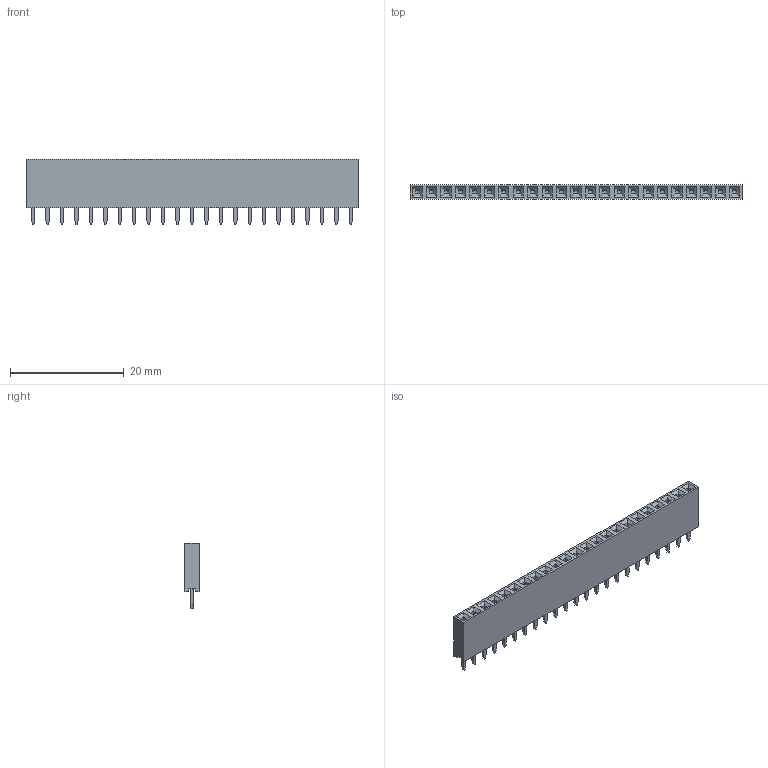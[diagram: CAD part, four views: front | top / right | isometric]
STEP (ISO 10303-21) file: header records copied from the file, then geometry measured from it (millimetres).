
FILE_DESCRIPTION(('STEP AP214'), '1');
FILE_NAME('PBS', '', ('UNSPECIFIED'), ('UNSPECIFIED'), 'ASCON STEP Converter 1.6', 'ASCON Math Kernel', '');
FILE_SCHEMA(('AUTOMOTIVE_DESIGN { 1 0 10303 214 3 1 1}'));
Length unit declared in the file: millimetre
Bounding box: 58.42 x 2.54 x 11.5 mm (x, y, z)
Volume: 1124.8 mm3; surface area: 2393.2 mm2
Topology: 1 solids, 1 shells, 1252 faces, 3428 edges, 2132 vertices
Faces by surface type: plane 1091, cylinder 161
Entity records: 48846 total; most frequent: ORIENTED_EDGE 6856, CARTESIAN_POINT 6813, DIRECTION 6348, EDGE_CURVE 3428, LINE 3014, VECTOR 3014, VERTEX_POINT 2132, AXIS2_PLACEMENT_3D 1667
